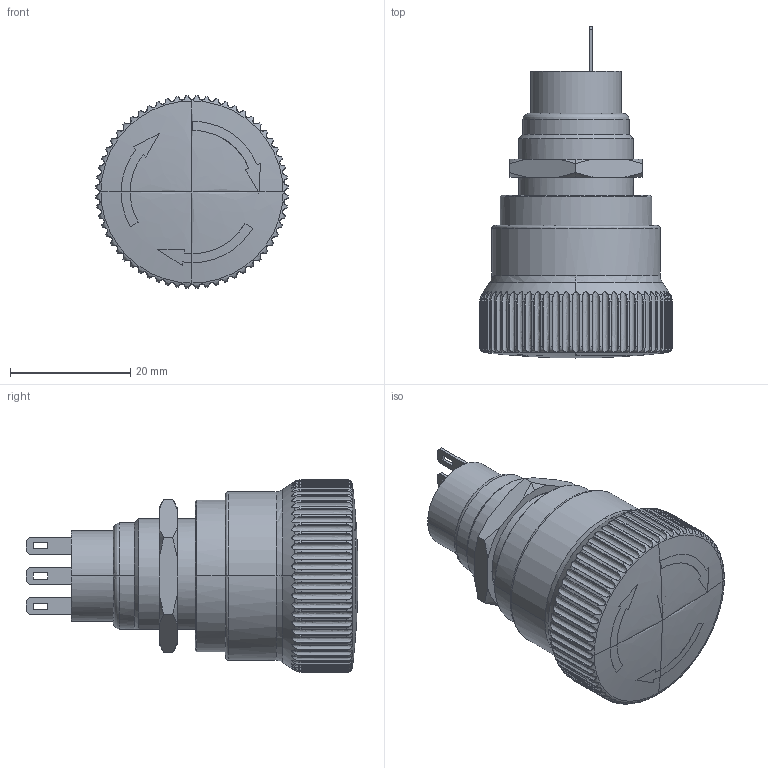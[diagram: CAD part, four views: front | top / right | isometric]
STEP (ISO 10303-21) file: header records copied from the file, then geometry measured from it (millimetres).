
FILE_DESCRIPTION(/* description */ (''),/* implementation_level */ '2;1');
FILE_NAME(/* name */ '1001042',/* time_stamp */ '2021-05-28T19:06:34+09:00',/* author */ (''),/* organization */ (''),/* preprocessor_version */ 'ST-DEVELOPER v16.5',/* originating_system */ '',/* authorisation */ '');
FILE_SCHEMA (('CONFIG_CONTROL_DESIGN'));
Length unit declared in the file: millimetre
Products named in the file (3): Document; 1001042-2; 1001042
Assembly tree (2 placements, depth 2):
  Document
    1001042-2
    1001042
Bounding box: 31.98 x 55.1 x 31.98 mm (x, y, z)
Volume: 22701.3 mm3; surface area: 6062.9 mm2
Topology: 5 solids, 5 shells, 441 faces, 1245 edges, 814 vertices
Faces by surface type: bspline 441
Entity records: 43231 total; most frequent: CARTESIAN_POINT 27618, B_SPLINE_CURVE_WITH_KNOTS 3158, ORIENTED_EDGE 2482, PCURVE 2482, DEFINITIONAL_REPRESENTATION 2482, SURFACE_CURVE 1241, EDGE_CURVE 1241, VERTEX_POINT 814
